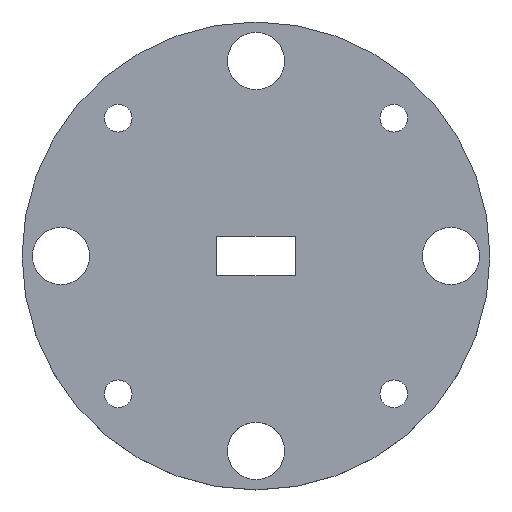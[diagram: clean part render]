
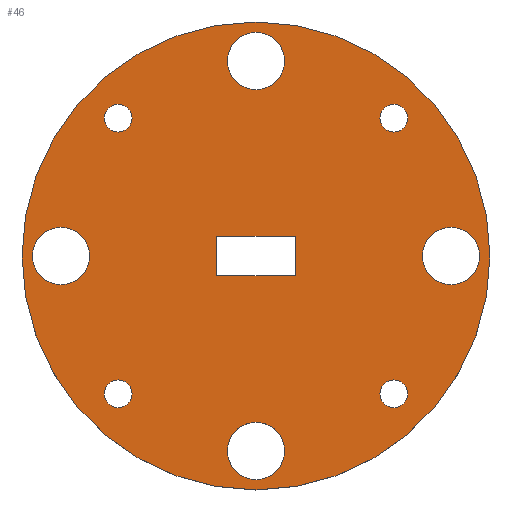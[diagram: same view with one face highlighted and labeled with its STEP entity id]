
A CAD part, top view. The second image highlights one B-rep face of the part: STEP entity #46.
In plain terms, the highlighted planar face has unit normal (0, 0, 1).
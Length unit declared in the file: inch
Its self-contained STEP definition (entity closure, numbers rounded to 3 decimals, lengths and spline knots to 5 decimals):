
#4 = LINE ( 'NONE', #42, #132 ) ;
#9 = ORIENTED_EDGE ( 'NONE', *, *, #370, .F. ) ;
#13 = CARTESIAN_POINT ( 'NONE',  ( 0.53765, 0., 0. ) ) ;
#16 = CARTESIAN_POINT ( 'NONE',  ( 0.5625, 0., 0. ) ) ;
#26 = PLANE ( 'NONE',  #305 ) ;
#34 = AXIS2_PLACEMENT_3D ( 'NONE', #180, #105, #104 ) ;
#38 = ORIENTED_EDGE ( 'NONE', *, *, #280, .F. ) ;
#40 = ORIENTED_EDGE ( 'NONE', *, *, #345, .F. ) ;
#42 = CARTESIAN_POINT ( 'NONE',  ( -0.094, -0.047, 0. ) ) ;
#46 = ADVANCED_FACE ( 'NONE', ( #323, #374, #483, #48, #219, #285, #479, #124, #88, #335 ), #26, .T. ) ;
#48 = FACE_BOUND ( 'NONE', #470, .T. ) ;
#49 = CARTESIAN_POINT ( 'NONE',  ( -0.29799, 0.33146, 0. ) ) ;
#56 = EDGE_CURVE ( 'NONE', #183, #183, #310, .T. ) ;
#58 = VERTEX_POINT ( 'NONE', #295 ) ;
#60 = DIRECTION ( 'NONE',  ( 0., 0., 1. ) ) ;
#64 = DIRECTION ( 'NONE',  ( 1., 0., 0. ) ) ;
#84 = DIRECTION ( 'NONE',  ( -1., 0., 0. ) ) ;
#86 = DIRECTION ( 'NONE',  ( 0., 0., 1. ) ) ;
#88 = FACE_BOUND ( 'NONE', #272, .T. ) ;
#92 = VECTOR ( 'NONE', #287, 39.37008 ) ;
#104 = DIRECTION ( 'NONE',  ( 1., 0., 0. ) ) ;
#105 = DIRECTION ( 'NONE',  ( 0., 0., 1. ) ) ;
#110 = CIRCLE ( 'NONE', #193, 0.03346 ) ;
#116 = VECTOR ( 'NONE', #84, 39.37008 ) ;
#117 = ORIENTED_EDGE ( 'NONE', *, *, #290, .F. ) ;
#122 = CIRCLE ( 'NONE', #336, 0.5625 ) ;
#124 = FACE_BOUND ( 'NONE', #196, .T. ) ;
#125 = EDGE_CURVE ( 'NONE', #445, #445, #122, .T. ) ;
#132 = VECTOR ( 'NONE', #211, 39.37008 ) ;
#133 = EDGE_LOOP ( 'NONE', ( #463 ) ) ;
#137 = DIRECTION ( 'NONE',  ( 0., 0., 1. ) ) ;
#139 = VERTEX_POINT ( 'NONE', #447 ) ;
#142 = AXIS2_PLACEMENT_3D ( 'NONE', #278, #204, #428 ) ;
#143 = AXIS2_PLACEMENT_3D ( 'NONE', #194, #86, #410 ) ;
#145 = DIRECTION ( 'NONE',  ( 1., 0., 0. ) ) ;
#158 = DIRECTION ( 'NONE',  ( 0., 0., 1. ) ) ;
#163 = VERTEX_POINT ( 'NONE', #264 ) ;
#166 = EDGE_CURVE ( 'NONE', #139, #139, #474, .T. ) ;
#167 = CARTESIAN_POINT ( 'NONE',  ( -0.094, -0.047, 0. ) ) ;
#168 = EDGE_LOOP ( 'NONE', ( #467 ) ) ;
#171 = ORIENTED_EDGE ( 'NONE', *, *, #125, .T. ) ;
#172 = LINE ( 'NONE', #328, #184 ) ;
#174 = AXIS2_PLACEMENT_3D ( 'NONE', #363, #487, #403 ) ;
#175 = VERTEX_POINT ( 'NONE', #49 ) ;
#177 = EDGE_LOOP ( 'NONE', ( #477 ) ) ;
#180 = CARTESIAN_POINT ( 'NONE',  ( -0.46875, 0., 0. ) ) ;
#181 = CARTESIAN_POINT ( 'NONE',  ( 0.0689, -0.46875, 0. ) ) ;
#182 = DIRECTION ( 'NONE',  ( 0., 0., 1. ) ) ;
#183 = VERTEX_POINT ( 'NONE', #455 ) ;
#184 = VECTOR ( 'NONE', #399, 39.37008 ) ;
#193 = AXIS2_PLACEMENT_3D ( 'NONE', #220, #137, #293 ) ;
#194 = CARTESIAN_POINT ( 'NONE',  ( 0.46875, 0., 0. ) ) ;
#196 = EDGE_LOOP ( 'NONE', ( #314 ) ) ;
#198 = EDGE_CURVE ( 'NONE', #223, #223, #377, .T. ) ;
#199 = CARTESIAN_POINT ( 'NONE',  ( 0.094, -0.047, 0. ) ) ;
#202 = AXIS2_PLACEMENT_3D ( 'NONE', #235, #60, #145 ) ;
#204 = DIRECTION ( 'NONE',  ( 0., 0., 1. ) ) ;
#205 = VERTEX_POINT ( 'NONE', #199 ) ;
#206 = DIRECTION ( 'NONE',  ( 1., 0., 0. ) ) ;
#207 = VERTEX_POINT ( 'NONE', #354 ) ;
#211 = DIRECTION ( 'NONE',  ( 1., 0., 0. ) ) ;
#216 = ORIENTED_EDGE ( 'NONE', *, *, #56, .F. ) ;
#217 = EDGE_CURVE ( 'NONE', #292, #292, #448, .T. ) ;
#219 = FACE_BOUND ( 'NONE', #168, .T. ) ;
#220 = CARTESIAN_POINT ( 'NONE',  ( 0.33146, -0.33146, 0. ) ) ;
#223 = VERTEX_POINT ( 'NONE', #334 ) ;
#227 = CARTESIAN_POINT ( 'NONE',  ( 0., 0., 0. ) ) ;
#233 = DIRECTION ( 'NONE',  ( 0., 0., 1. ) ) ;
#235 = CARTESIAN_POINT ( 'NONE',  ( 0., 0.46875, 0. ) ) ;
#245 = ORIENTED_EDGE ( 'NONE', *, *, #288, .F. ) ;
#250 = ORIENTED_EDGE ( 'NONE', *, *, #302, .F. ) ;
#256 = VERTEX_POINT ( 'NONE', #451 ) ;
#264 = CARTESIAN_POINT ( 'NONE',  ( 0.094, 0.047, 0. ) ) ;
#268 = AXIS2_PLACEMENT_3D ( 'NONE', #284, #434, #361 ) ;
#272 = EDGE_LOOP ( 'NONE', ( #245, #397, #9, #38 ) ) ;
#276 = CARTESIAN_POINT ( 'NONE',  ( -0.33146, -0.33146, 0. ) ) ;
#278 = CARTESIAN_POINT ( 'NONE',  ( 0., -0.46875, 0. ) ) ;
#280 = EDGE_CURVE ( 'NONE', #163, #207, #281, .T. ) ;
#281 = LINE ( 'NONE', #431, #116 ) ;
#284 = CARTESIAN_POINT ( 'NONE',  ( 0.33146, 0.33146, 0. ) ) ;
#285 = FACE_BOUND ( 'NONE', #393, .T. ) ;
#287 = DIRECTION ( 'NONE',  ( 0., -1., 0. ) ) ;
#288 = EDGE_CURVE ( 'NONE', #205, #163, #172, .T. ) ;
#290 = EDGE_CURVE ( 'NONE', #175, #175, #512, .T. ) ;
#292 = VERTEX_POINT ( 'NONE', #181 ) ;
#293 = DIRECTION ( 'NONE',  ( 1., 0., 0. ) ) ;
#295 = CARTESIAN_POINT ( 'NONE',  ( 0.36492, -0.33146, 0. ) ) ;
#302 = EDGE_CURVE ( 'NONE', #58, #58, #110, .T. ) ;
#305 = AXIS2_PLACEMENT_3D ( 'NONE', #381, #233, #450 ) ;
#310 = CIRCLE ( 'NONE', #34, 0.0689 ) ;
#314 = ORIENTED_EDGE ( 'NONE', *, *, #497, .F. ) ;
#317 = EDGE_LOOP ( 'NONE', ( #171 ) ) ;
#322 = LINE ( 'NONE', #167, #92 ) ;
#323 = FACE_BOUND ( 'NONE', #346, .T. ) ;
#328 = CARTESIAN_POINT ( 'NONE',  ( 0.094, -0.047, 0. ) ) ;
#334 = CARTESIAN_POINT ( 'NONE',  ( -0.29799, -0.33146, 0. ) ) ;
#335 = FACE_OUTER_BOUND ( 'NONE', #317, .T. ) ;
#336 = AXIS2_PLACEMENT_3D ( 'NONE', #227, #182, #64 ) ;
#338 = VERTEX_POINT ( 'NONE', #13 ) ;
#345 = EDGE_CURVE ( 'NONE', #256, #256, #352, .T. ) ;
#346 = EDGE_LOOP ( 'NONE', ( #117 ) ) ;
#350 = VERTEX_POINT ( 'NONE', #395 ) ;
#352 = CIRCLE ( 'NONE', #268, 0.03346 ) ;
#353 = EDGE_CURVE ( 'NONE', #350, #205, #4, .T. ) ;
#354 = CARTESIAN_POINT ( 'NONE',  ( -0.094, 0.047, 0. ) ) ;
#361 = DIRECTION ( 'NONE',  ( 1., 0., 0. ) ) ;
#363 = CARTESIAN_POINT ( 'NONE',  ( -0.33146, 0.33146, 0. ) ) ;
#370 = EDGE_CURVE ( 'NONE', #207, #350, #322, .T. ) ;
#374 = FACE_BOUND ( 'NONE', #177, .T. ) ;
#377 = CIRCLE ( 'NONE', #441, 0.03346 ) ;
#381 = CARTESIAN_POINT ( 'NONE',  ( 0., 0., 0. ) ) ;
#391 = CIRCLE ( 'NONE', #143, 0.0689 ) ;
#393 = EDGE_LOOP ( 'NONE', ( #216 ) ) ;
#395 = CARTESIAN_POINT ( 'NONE',  ( -0.094, -0.047, 0. ) ) ;
#397 = ORIENTED_EDGE ( 'NONE', *, *, #353, .F. ) ;
#399 = DIRECTION ( 'NONE',  ( 0., 1., 0. ) ) ;
#403 = DIRECTION ( 'NONE',  ( 1., 0., 0. ) ) ;
#410 = DIRECTION ( 'NONE',  ( 1., 0., 0. ) ) ;
#428 = DIRECTION ( 'NONE',  ( 1., 0., 0. ) ) ;
#431 = CARTESIAN_POINT ( 'NONE',  ( -0.094, 0.047, 0. ) ) ;
#434 = DIRECTION ( 'NONE',  ( 0., 0., 1. ) ) ;
#440 = EDGE_LOOP ( 'NONE', ( #250 ) ) ;
#441 = AXIS2_PLACEMENT_3D ( 'NONE', #276, #158, #206 ) ;
#445 = VERTEX_POINT ( 'NONE', #16 ) ;
#447 = CARTESIAN_POINT ( 'NONE',  ( 0.0689, 0.46875, 0. ) ) ;
#448 = CIRCLE ( 'NONE', #142, 0.0689 ) ;
#450 = DIRECTION ( 'NONE',  ( 1., 0., 0. ) ) ;
#451 = CARTESIAN_POINT ( 'NONE',  ( 0.36492, 0.33146, 0. ) ) ;
#455 = CARTESIAN_POINT ( 'NONE',  ( -0.39985, 0., 0. ) ) ;
#463 = ORIENTED_EDGE ( 'NONE', *, *, #217, .F. ) ;
#467 = ORIENTED_EDGE ( 'NONE', *, *, #166, .F. ) ;
#470 = EDGE_LOOP ( 'NONE', ( #40 ) ) ;
#474 = CIRCLE ( 'NONE', #202, 0.0689 ) ;
#477 = ORIENTED_EDGE ( 'NONE', *, *, #198, .F. ) ;
#479 = FACE_BOUND ( 'NONE', #133, .T. ) ;
#483 = FACE_BOUND ( 'NONE', #440, .T. ) ;
#487 = DIRECTION ( 'NONE',  ( 0., 0., 1. ) ) ;
#497 = EDGE_CURVE ( 'NONE', #338, #338, #391, .T. ) ;
#512 = CIRCLE ( 'NONE', #174, 0.03346 ) ;
